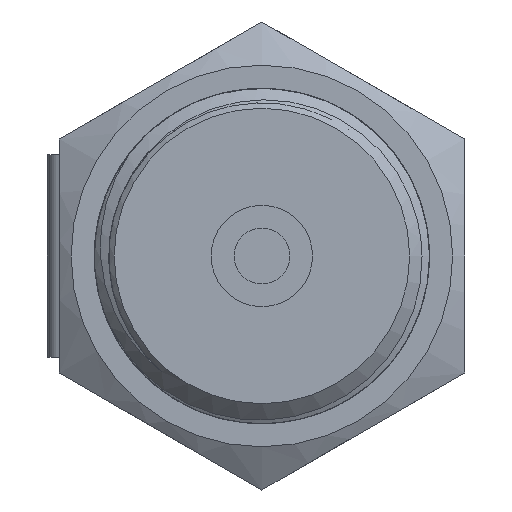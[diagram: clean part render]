
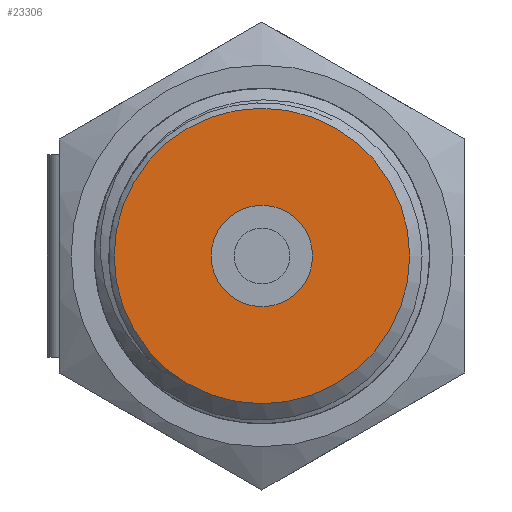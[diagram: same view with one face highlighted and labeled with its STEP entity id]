
A CAD part, left-side view. The second image highlights one B-rep face of the part: STEP entity #23306.
In plain terms, the highlighted planar face has unit normal (-1, 0, 0).
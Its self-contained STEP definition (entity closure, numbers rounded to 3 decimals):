
#5786=FACE_BOUND('',#7260,.T.);
#5907=FACE_OUTER_BOUND('',#7259,.T.);
#7259=EDGE_LOOP('',(#15460));
#7260=EDGE_LOOP('',(#15461));
#8700=CIRCLE('',#24737,8.75);
#8701=CIRCLE('',#24739,3.);
#9426=VERTEX_POINT('',#33295);
#9427=VERTEX_POINT('',#33299);
#11808=EDGE_CURVE('',#9426,#9426,#8700,.T.);
#11809=EDGE_CURVE('',#9427,#9427,#8701,.T.);
#15460=ORIENTED_EDGE('',*,*,#11808,.F.);
#15461=ORIENTED_EDGE('',*,*,#11809,.T.);
#22599=PLANE('',#24738);
#23306=ADVANCED_FACE('',(#5907,#5786),#22599,.T.);
#24737=AXIS2_PLACEMENT_3D('',#33297,#26625,#26626);
#24738=AXIS2_PLACEMENT_3D('',#33298,#26627,#26628);
#24739=AXIS2_PLACEMENT_3D('',#33300,#26629,#26630);
#26625=DIRECTION('center_axis',(1.,0.,0.));
#26626=DIRECTION('ref_axis',(0.,0.,-1.));
#26627=DIRECTION('center_axis',(-1.,0.,0.));
#26628=DIRECTION('ref_axis',(0.,0.,1.));
#26629=DIRECTION('center_axis',(1.,0.,0.));
#26630=DIRECTION('ref_axis',(0.,0.,-1.));
#33295=CARTESIAN_POINT('',(3.,-8.75,0.));
#33297=CARTESIAN_POINT('Origin',(3.,0.,0.));
#33298=CARTESIAN_POINT('Origin',(3.,8.75,0.));
#33299=CARTESIAN_POINT('',(3.,-3.,0.));
#33300=CARTESIAN_POINT('Origin',(3.,0.,0.));
